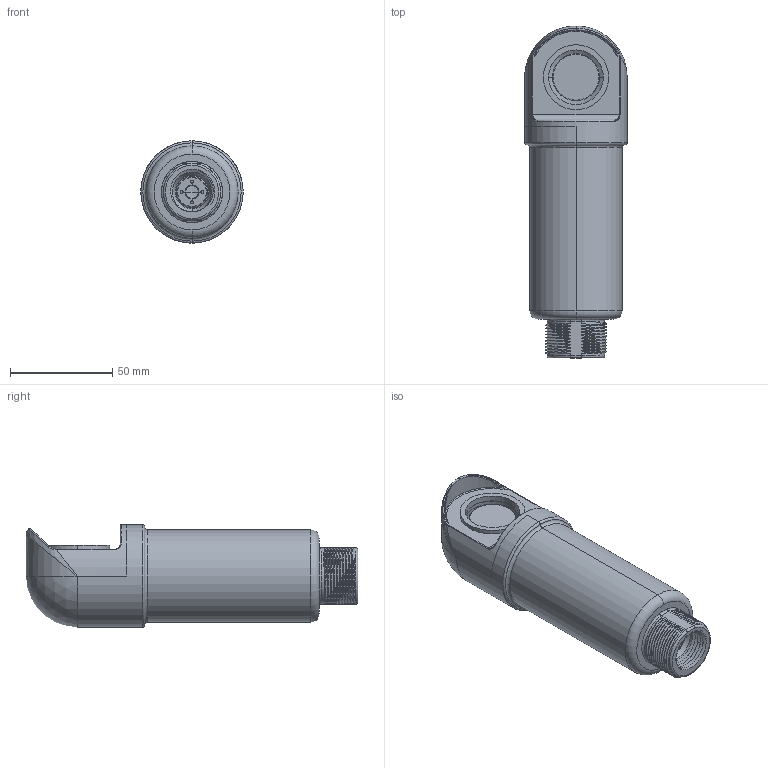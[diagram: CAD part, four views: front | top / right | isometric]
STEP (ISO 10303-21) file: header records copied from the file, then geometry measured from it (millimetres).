
FILE_DESCRIPTION((''),'2;1');
FILE_NAME('168273_SW','2012-10-16T',('banengservice'),('BANNER ENGINEERING'),'PRO/ENGINEER BY PARAMETRIC TECHNOLOGY CORPORATION, 2009141','PRO/ENGINEER BY PARAMETRIC TECHNOLOGY CORPORATION, 2009141','');
FILE_SCHEMA(('CONFIG_CONTROL_DESIGN'));
Products named in the file (1): 168273_SW
Bounding box: 50 x 162 x 50 mm (x, y, z)
Volume: 77767.1 mm3; surface area: 51187.9 mm2
Topology: 2 solids, 2 shells, 765 faces, 1878 edges, 1132 vertices
Faces by surface type: bspline 301, cylinder 166, plane 100, torus 88, sphere 76, cone 34
Entity records: 58220 total; most frequent: CARTESIAN_POINT 42534, ORIENTED_EDGE 3752, DIRECTION 2576, EDGE_CURVE 1876, VERTEX_POINT 1132, AXIS2_PLACEMENT_3D 1108, B_SPLINE_CURVE_WITH_KNOTS 872, EDGE_LOOP 802
